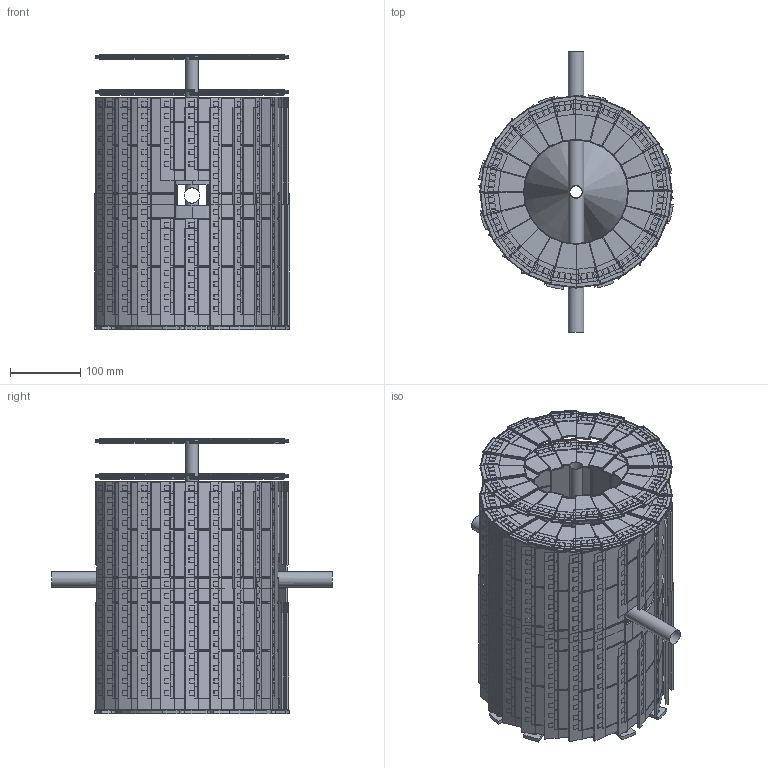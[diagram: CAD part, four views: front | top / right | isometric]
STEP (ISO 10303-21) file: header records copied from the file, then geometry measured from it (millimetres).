
FILE_DESCRIPTION((''),'2;1');
FILE_NAME('Sv-3.0.stp','2009-03-21T18:16:29',('thomas'),(''),'Autodesk Inventor 2008','Autodesk Inventor 2008','');
FILE_SCHEMA(('AUTOMOTIVE_DESIGN { 1 0 10303 214 1 1 1 1 }'));
Length unit declared in the file: millimetre
Products named in the file (55): Sv-3; Fwd; Strip_Ldk; Strip_Smod_N2_TrapM; Strip_Mod_1Sens_TrapL; Strip_Sens_TrapM; StripActive_TrapM; StripPassive_TrapM_TopBottom; StripPassive_TrapM_LeftRight; Sup_1Sens_TrapM; Sup_1Sens_TrapM_FrameLeftRight; Sup_1Sens_TrapM_FrameTopBottom; Sup_1Sens_TrapM_XtraBottom; Sup_1Sens_TrapM_XtraTop; Pa_TrapM; Strip_Fe_Apv; Hshell; Strip_Bl3; Strip_Smod_N4_Rect_L; Strip_Mod_2Sens_RectL; Strip_Sens_RectL; StripActive_RectL; StripPassive_RectL_Rside; StripPassive_RectL_Zside; Sup_2Sens_RectL; Sup_2Sens_RectL_Rside; Sup_2Sens_RectL_Zside; Pa_RectLside; Pa_RectSside; Strip_Smod_N4_Rect_S; Strip_Mod_2Sens_RectM; Strip_Sens_RectS; StripActive_RectS; StripPassive_RectS_Rside; StripPassive_RectS_Zside; Sup_2Sens_RectM; Sup_2Sens_RectM_Rside; Sup_2Sens_RectM_Zside; Strip_Bl4; Strip_Smod_N6_Rect ...
Assembly tree (174 placements, depth 7):
  Sv-3
    Fwd  x2
      Strip_Ldk
        Strip_Smod_N2_TrapM  x6
          Strip_Mod_1Sens_TrapL
            Strip_Sens_TrapM
              StripActive_TrapM
              StripPassive_TrapM_TopBottom
              StripPassive_TrapM_LeftRight
            Sup_1Sens_TrapM
              Sup_1Sens_TrapM_FrameLeftRight
              Sup_1Sens_TrapM_FrameTopBottom
              Sup_1Sens_TrapM_XtraBottom
              Sup_1Sens_TrapM_XtraTop  x2
            Pa_TrapM  x8
            Strip_Fe_Apv  x8
          Sv-3
    Hshell  x2
      Strip_Bl3
        Strip_Smod_N4_Rect_L  x8
          Strip_Mod_2Sens_RectL
            Strip_Sens_RectL  x2
              StripActive_RectL
              StripPassive_RectL_Rside
              StripPassive_RectL_Zside
            Sup_2Sens_RectL
              Sup_2Sens_RectL_Rside
              Sup_2Sens_RectL_Zside
            Pa_RectLside  x8
            Strip_Fe_Apv  x10
            Pa_RectSside  x2
        Sv-3  x2
        Strip_Smod_N4_Rect_S  x2
          Strip_Mod_2Sens_RectM
            Strip_Sens_RectL
              StripActive_RectL
              StripPassive_RectL_Rside
              StripPassive_RectL_Zside
            Strip_Sens_RectS
              StripActive_RectS
              StripPassive_RectS_Rside
              StripPassive_RectS_Zside
            Sup_2Sens_RectM
              Sup_2Sens_RectM_Rside
              Sup_2Sens_RectM_Zside
            Strip_Fe_Apv  x8
            Pa_RectLside  x6
            Pa_RectSside  x2
      Strip_Bl4
        Sv-3  x2
        Strip_Smod_N6_Rect  x10
          Strip_Mod_3Sens_RectL_M
            Strip_Sens_RectL  x2
              StripActive_RectL
              StripPassive_RectL_Rside
              StripPassive_RectL_Zside
            Sup_3Sens_RectL_M
              Sup_3Sens_RectL_M_Rside
              Sup_3Sens_RectL_M_Zside
            Strip_Fe_Apv  x12
Bounding box: 277.66 x 400 x 393.25 mm (x, y, z)
Volume: 1718284.7 mm3; surface area: 3250303.8 mm2
Topology: 4647 solids, 4647 shells, 28298 faces, 57018 edges, 38015 vertices
Faces by surface type: plane 28205, cylinder 91, cone 2
Full cylindrical faces by diameter (mm): 7 x8, 17.6 x2, 18 x2, 21.6 x1, 22 x1, 159.6 x1
Entity records: 11969 total; most frequent: CARTESIAN_POINT 2045, DIRECTION 1894, ORIENTED_EDGE 1416, EDGE_CURVE 708, AXIS2_PLACEMENT_3D 637, VECTOR 620, LINE 620, VERTEX_POINT 484
